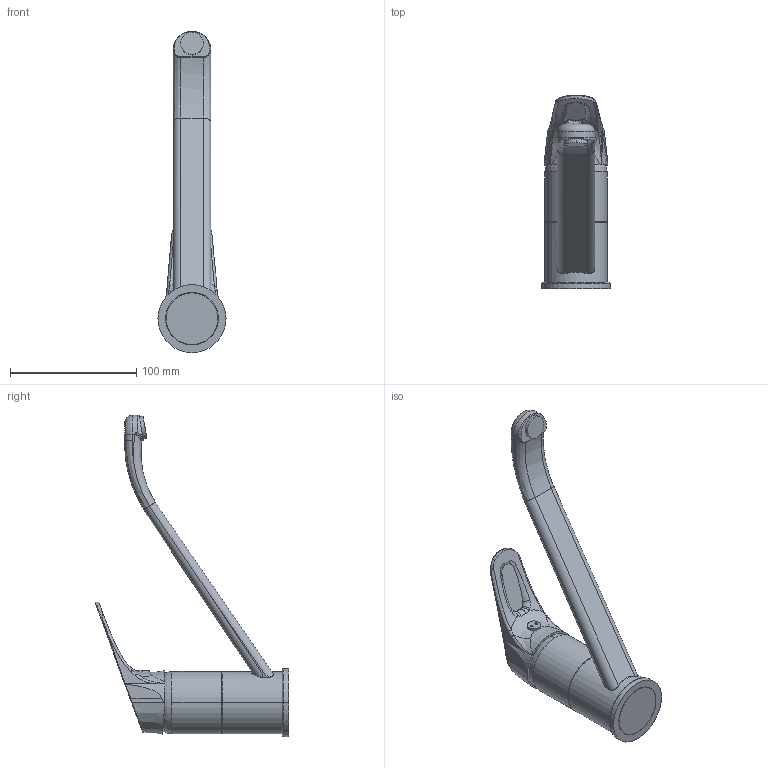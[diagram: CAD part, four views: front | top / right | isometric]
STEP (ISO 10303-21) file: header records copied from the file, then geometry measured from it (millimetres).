
FILE_DESCRIPTION (( 'STEP AP214' ), '1' );
FILE_NAME ('KTC.0012.STEP', '2022-12-07T14:55:03', ( 'Solid' ), ( '' ), 'SwSTEP 2.0', 'SolidWorks 2019', '' );
FILE_SCHEMA (( 'AUTOMOTIVE_DESIGN' ));
Length unit declared in the file: millimetre
Products named in the file (7): TAPA CARTUCHO _48.5X15.STEP; ESPELHO _54.STEP; MANIPULO VATO.STEP; MONOCOAMNDO BANCA.STEP; CORPO MONOCOMANDO BANCA.STEP; DISTICO.STEP; KTC.0012
Assembly tree (6 placements, depth 3):
  KTC.0012
    MONOCOAMNDO BANCA.STEP
      CORPO MONOCOMANDO BANCA.STEP
      TAPA CARTUCHO _48.5X15.STEP
      MANIPULO VATO.STEP
      DISTICO.STEP
      ESPELHO _54.STEP
Bounding box: 54 x 153.39 x 255 mm (x, y, z)
Volume: 275897.8 mm3; surface area: 61217.5 mm2
Topology: 6 solids, 6 shells, 190 faces, 467 edges, 287 vertices
Faces by surface type: bspline 76, cylinder 51, plane 45, torus 10, cone 8
Entity records: 12673 total; most frequent: CARTESIAN_POINT 8553, ORIENTED_EDGE 918, DIRECTION 581, EDGE_CURVE 459, VERTEX_POINT 287, AXIS2_PLACEMENT_3D 240, B_SPLINE_CURVE_WITH_KNOTS 216, EDGE_LOOP 202
